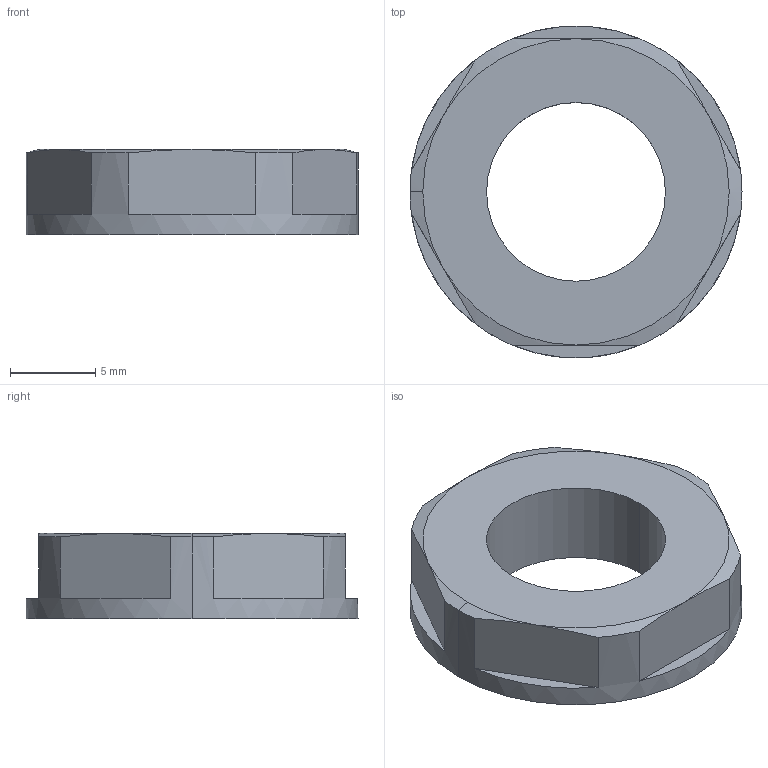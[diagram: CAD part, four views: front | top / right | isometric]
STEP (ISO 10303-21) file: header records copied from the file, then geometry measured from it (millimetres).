
FILE_DESCRIPTION (( 'STEP AP203' ), '1' );
FILE_NAME ('BML-2S.step', '2016-02-11T13:26:29', ( '' ), ( '' ), 'SwSTEP 2.0', 'SolidWorks 2015', '' );
FILE_SCHEMA (( 'CONFIG_CONTROL_DESIGN' ));
Length unit declared in the file: millimetre
Products named in the file (1): BML-2S
Bounding box: 19.5 x 19.5 x 5 mm (x, y, z)
Volume: 970.7 mm3; surface area: 889.7 mm2
Topology: 1 solids, 1 shells, 34 faces, 80 edges, 51 vertices
Faces by surface type: plane 17, cylinder 10, cone 7
Entity records: 1084 total; most frequent: CARTESIAN_POINT 206, DIRECTION 177, ORIENTED_EDGE 160, EDGE_CURVE 80, AXIS2_PLACEMENT_3D 74, VERTEX_POINT 51, EDGE_LOOP 39, CIRCLE 39
